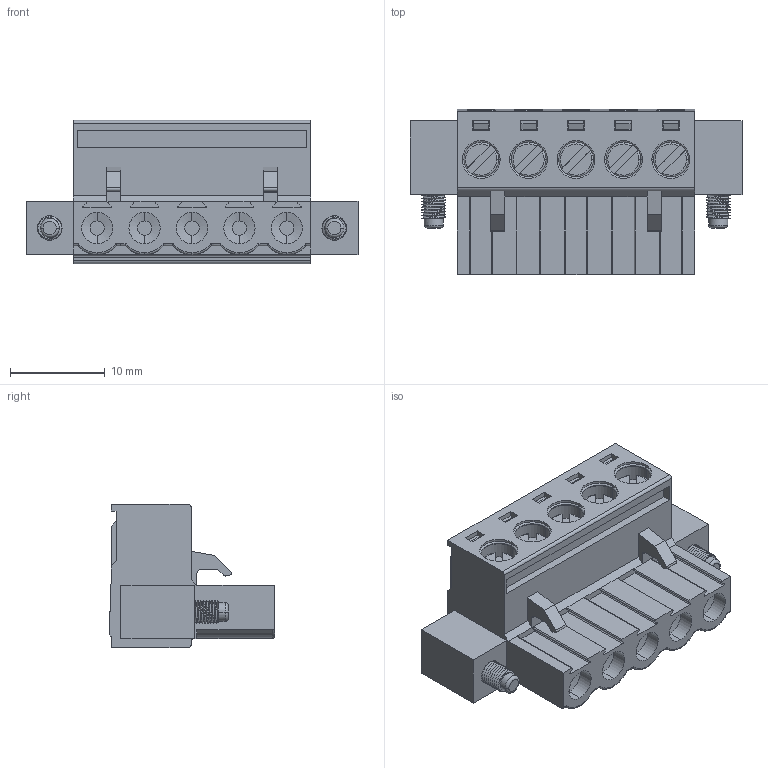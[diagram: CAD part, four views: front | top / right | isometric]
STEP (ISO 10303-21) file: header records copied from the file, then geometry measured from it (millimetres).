
FILE_DESCRIPTION (( 'STEP AP214' ), '1' );
FILE_NAME ('2EDGKM-5.0-05P-14-00AH.STEP', '2021-03-09T20:28:23', ( '' ), ( '' ), 'SwSTEP 2.0', 'SolidWorks 2020', '' );
FILE_SCHEMA (( 'AUTOMOTIVE_DESIGN' ));
Length unit declared in the file: millimetre
Products named in the file (1): 2EDGKM-5.0-05P-14-00AH
Bounding box: 35 x 17.4 x 15.1 mm (x, y, z)
Volume: 3918.1 mm3; surface area: 4008.2 mm2
Topology: 1 solids, 1 shells, 848 faces, 2165 edges, 1400 vertices
Faces by surface type: plane 531, bspline 119, cylinder 117, torus 57, cone 24
Entity records: 38160 total; most frequent: CARTESIAN_POINT 13405, ORIENTED_EDGE 4328, DIRECTION 3644, EDGE_CURVE 2164, VECTOR 1476, LINE 1476, VERTEX_POINT 1398, AXIS2_PLACEMENT_3D 1084
